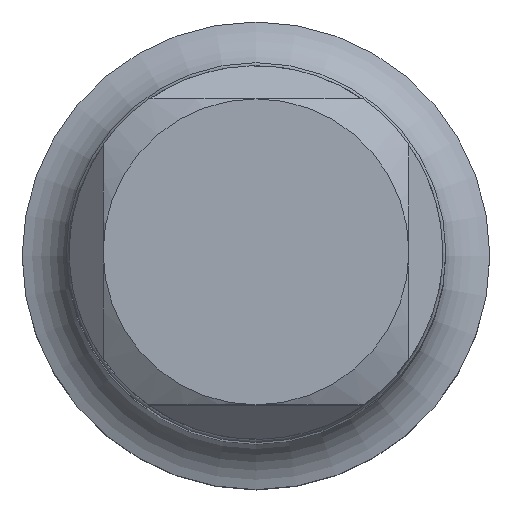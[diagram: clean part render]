
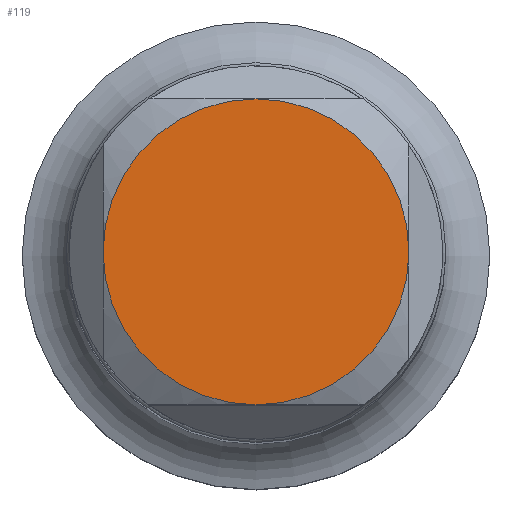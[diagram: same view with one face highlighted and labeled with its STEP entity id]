
A CAD part, top view. The second image highlights one B-rep face of the part: STEP entity #119.
In plain terms, the highlighted planar face has unit normal (0, 0, 1).
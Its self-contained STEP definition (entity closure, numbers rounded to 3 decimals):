
#103=PLANE('',#437);
#119=ADVANCED_FACE('NONE',(#150),#103,.T.);
#150=FACE_OUTER_BOUND('',#166,.T.);
#166=EDGE_LOOP('',(#230,#231,#232,#233));
#197=CIRCLE('',#426,7.25);
#199=CIRCLE('',#429,7.25);
#201=CIRCLE('',#432,7.25);
#202=CIRCLE('',#434,7.25);
#230=ORIENTED_EDGE('',*,*,#339,.F.);
#231=ORIENTED_EDGE('',*,*,#341,.F.);
#232=ORIENTED_EDGE('',*,*,#331,.F.);
#233=ORIENTED_EDGE('',*,*,#335,.F.);
#299=VERTEX_POINT('',#606);
#301=VERTEX_POINT('',#613);
#304=VERTEX_POINT('',#627);
#307=VERTEX_POINT('',#641);
#331=EDGE_CURVE('NONE',#301,#299,#197,.T.);
#335=EDGE_CURVE('NONE',#304,#301,#199,.T.);
#339=EDGE_CURVE('NONE',#307,#304,#201,.T.);
#341=EDGE_CURVE('NONE',#299,#307,#202,.T.);
#426=AXIS2_PLACEMENT_3D('',#614,#482,#483);
#429=AXIS2_PLACEMENT_3D('',#628,#488,#489);
#432=AXIS2_PLACEMENT_3D('',#642,#494,#495);
#434=AXIS2_PLACEMENT_3D('',#649,#498,#499);
#437=AXIS2_PLACEMENT_3D('',#657,#504,#505);
#482=DIRECTION('',(0.,0.,-1.));
#483=DIRECTION('',(-1.,0.,0.));
#488=DIRECTION('',(0.,0.,-1.));
#489=DIRECTION('',(-1.,0.,0.));
#494=DIRECTION('',(0.,0.,-1.));
#495=DIRECTION('',(-1.,0.,0.));
#498=DIRECTION('',(0.,0.,-1.));
#499=DIRECTION('',(-1.,0.,0.));
#504=DIRECTION('',(0.,0.,1.));
#505=DIRECTION('',(1.,0.,0.));
#606=CARTESIAN_POINT('',(-7.25,0.,0.));
#613=CARTESIAN_POINT('',(0.,-7.25,0.));
#614=CARTESIAN_POINT('',(0.,0.,0.));
#627=CARTESIAN_POINT('',(7.25,0.,0.));
#628=CARTESIAN_POINT('',(0.,0.,0.));
#641=CARTESIAN_POINT('',(0.,7.25,0.));
#642=CARTESIAN_POINT('',(0.,0.,0.));
#649=CARTESIAN_POINT('',(0.,0.,0.));
#657=CARTESIAN_POINT('',(0.,0.,0.));
